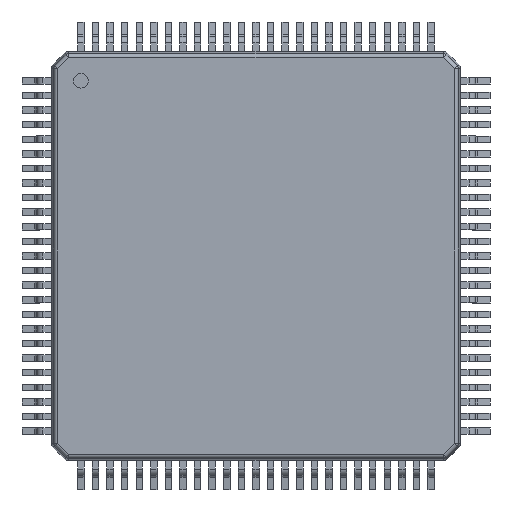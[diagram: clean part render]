
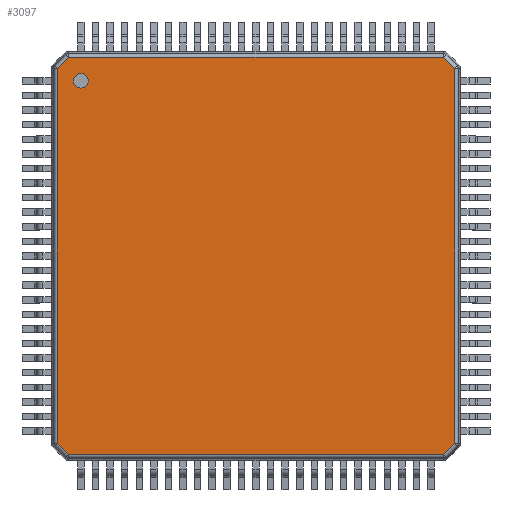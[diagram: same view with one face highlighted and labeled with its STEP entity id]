
A CAD part, top view. The second image highlights one B-rep face of the part: STEP entity #3097.
In plain terms, the highlighted face is planar.
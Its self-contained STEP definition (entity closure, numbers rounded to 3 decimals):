
#29=CARTESIAN_POINT('',(-6.,0.438,-6.));
#30=DIRECTION('',(0.,1.,0.));
#31=DIRECTION('',(1.,0.,0.));
#32=AXIS2_PLACEMENT_3D('',#29,#30,#31);
#38=CARTESIAN_POINT('',(-6.,0.438,-6.));
#39=DIRECTION('',(0.,1.,0.));
#40=DIRECTION('',(-1.,0.,0.));
#41=AXIS2_PLACEMENT_3D('',#38,#39,#40);
#46=DIRECTION('',(0.,0.,1.));
#47=VECTOR('',#46,12.842);
#48=CARTESIAN_POINT('',(-6.804,0.438,-6.419));
#49=LINE('',#48,#47);
#168=DIRECTION('',(-0.707,0.,-0.707));
#169=VECTOR('',#168,0.539);
#170=CARTESIAN_POINT('',(-6.423,0.438,6.804));
#171=LINE('',#170,#169);
#199=DIRECTION('',(1.,0.,0.));
#200=VECTOR('',#199,12.846);
#201=CARTESIAN_POINT('',(-6.423,0.438,6.804));
#202=LINE('',#201,#200);
#244=DIRECTION('',(-0.707,0.,0.707));
#245=VECTOR('',#244,0.539);
#246=CARTESIAN_POINT('',(6.804,0.438,6.423));
#247=LINE('',#246,#245);
#352=DIRECTION('',(0.,0.,-1.));
#353=VECTOR('',#352,12.842);
#354=CARTESIAN_POINT('',(6.804,0.438,6.423));
#355=LINE('',#354,#353);
#397=DIRECTION('',(0.707,0.,0.707));
#398=VECTOR('',#397,0.545);
#399=CARTESIAN_POINT('',(6.419,0.438,-6.804));
#400=LINE('',#399,#398);
#505=DIRECTION('',(-1.,0.,0.));
#506=VECTOR('',#505,12.838);
#507=CARTESIAN_POINT('',(6.419,0.438,-6.804));
#508=LINE('',#507,#506);
#550=DIRECTION('',(0.707,0.,-0.707));
#551=VECTOR('',#550,0.545);
#552=CARTESIAN_POINT('',(-6.804,0.438,-6.419));
#553=LINE('',#552,#551);
#2644=CARTESIAN_POINT('',(-6.804,0.438,-6.419));
#2645=CARTESIAN_POINT('',(-6.804,0.438,6.423));
#2646=VERTEX_POINT('',#2644);
#2647=VERTEX_POINT('',#2645);
#2656=CARTESIAN_POINT('',(-6.419,0.438,-6.804));
#2657=VERTEX_POINT('',#2656);
#2658=CARTESIAN_POINT('',(6.419,0.438,-6.804));
#2659=VERTEX_POINT('',#2658);
#2668=CARTESIAN_POINT('',(6.804,0.438,-6.419));
#2669=VERTEX_POINT('',#2668);
#2670=CARTESIAN_POINT('',(6.804,0.438,6.423));
#2671=VERTEX_POINT('',#2670);
#2680=CARTESIAN_POINT('',(6.423,0.438,6.804));
#2681=VERTEX_POINT('',#2680);
#2682=CARTESIAN_POINT('',(-6.423,0.438,6.804));
#2683=VERTEX_POINT('',#2682);
#2808=CARTESIAN_POINT('',(-5.75,0.438,-6.));
#2809=CARTESIAN_POINT('',(-6.25,0.438,-6.));
#2810=VERTEX_POINT('',#2808);
#2811=VERTEX_POINT('',#2809);
#3068=CARTESIAN_POINT('',(0.,0.438,0.));
#3069=DIRECTION('',(0.,1.,0.));
#3070=DIRECTION('',(1.,0.,0.));
#3071=AXIS2_PLACEMENT_3D('',#3068,#3069,#3070);
#3072=PLANE('',#3071);
#3074=ORIENTED_EDGE('',*,*,#3073,.F.);
#3076=ORIENTED_EDGE('',*,*,#3075,.T.);
#3078=ORIENTED_EDGE('',*,*,#3077,.F.);
#3080=ORIENTED_EDGE('',*,*,#3079,.T.);
#3082=ORIENTED_EDGE('',*,*,#3081,.F.);
#3084=ORIENTED_EDGE('',*,*,#3083,.T.);
#3086=ORIENTED_EDGE('',*,*,#3085,.F.);
#3088=ORIENTED_EDGE('',*,*,#3087,.T.);
#3089=EDGE_LOOP('',(#3074,#3076,#3078,#3080,#3082,#3084,#3086,#3088));
#3090=FACE_OUTER_BOUND('',#3089,.F.);
#3092=ORIENTED_EDGE('',*,*,#3091,.T.);
#3094=ORIENTED_EDGE('',*,*,#3093,.T.);
#3095=EDGE_LOOP('',(#3092,#3094));
#3096=FACE_BOUND('',#3095,.F.);
#33=CIRCLE('',#32,0.25);
#42=CIRCLE('',#41,0.25);
#3073=EDGE_CURVE('',#2646,#2647,#49,.T.);
#3075=EDGE_CURVE('',#2646,#2657,#553,.T.);
#3077=EDGE_CURVE('',#2659,#2657,#508,.T.);
#3079=EDGE_CURVE('',#2659,#2669,#400,.T.);
#3081=EDGE_CURVE('',#2671,#2669,#355,.T.);
#3083=EDGE_CURVE('',#2671,#2681,#247,.T.);
#3085=EDGE_CURVE('',#2683,#2681,#202,.T.);
#3087=EDGE_CURVE('',#2683,#2647,#171,.T.);
#3091=EDGE_CURVE('',#2810,#2811,#33,.T.);
#3093=EDGE_CURVE('',#2811,#2810,#42,.T.);
#3097=ADVANCED_FACE('',(#3090,#3096),#3072,.T.);
